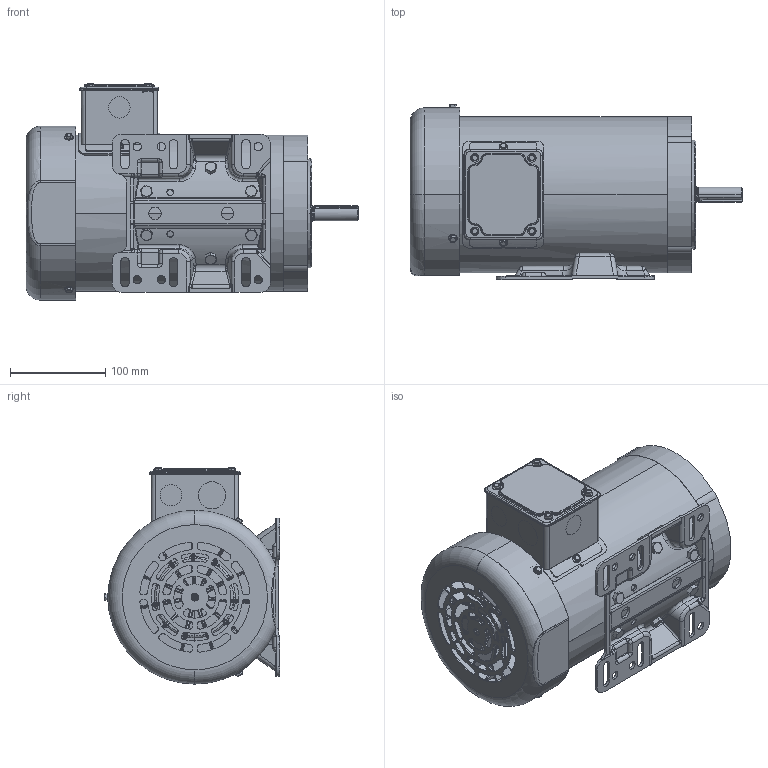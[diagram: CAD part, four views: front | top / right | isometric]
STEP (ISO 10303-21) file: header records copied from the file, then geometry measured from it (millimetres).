
FILE_DESCRIPTION (( 'STEP AP214' ), '1' );
FILE_NAME ('MTRP-002-3BD18.STEP', '2023-03-27T14:27:50', ( '' ), ( '' ), 'SwSTEP 2.0', 'SolidWorks 2021', '' );
FILE_SCHEMA (( 'AUTOMOTIVE_DESIGN' ));
Length unit declared in the file: inch
Products named in the file (1): MTRP-002-3BD18
Bounding box: 348.5 x 183.73 x 227.03 mm (x, y, z)
Volume: 780604.9 mm3; surface area: 673001.4 mm2
Topology: 39 solids, 39 shells, 3603 faces, 9010 edges, 5411 vertices
Faces by surface type: cylinder 1141, bspline 971, plane 797, cone 294, torus 258, sphere 142
Entity records: 152850 total; most frequent: CARTESIAN_POINT 74148, ORIENTED_EDGE 17728, DIRECTION 14583, EDGE_CURVE 8864, AXIS2_PLACEMENT_3D 5909, VERTEX_POINT 5408, EDGE_LOOP 3878, ADVANCED_FACE 3603
